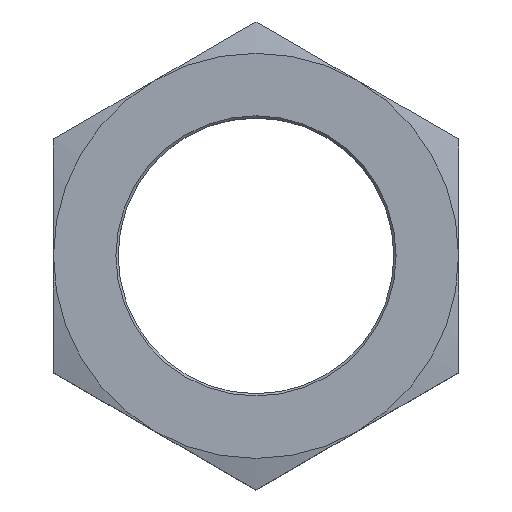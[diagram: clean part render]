
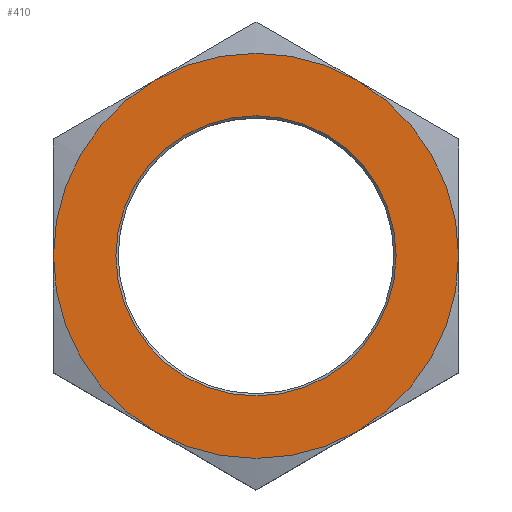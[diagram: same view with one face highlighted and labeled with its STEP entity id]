
A CAD part, top view. The second image highlights one B-rep face of the part: STEP entity #410.
In plain terms, the highlighted planar face has unit normal (0, 0, 1).
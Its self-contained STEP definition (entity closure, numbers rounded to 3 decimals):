
#52=PLANE('',#460);
#75=FACE_BOUND('',#130,.T.);
#89=FACE_OUTER_BOUND('',#129,.T.);
#129=EDGE_LOOP('',(#292,#293,#294,#295,#296,#297));
#130=EDGE_LOOP('',(#298));
#168=CIRCLE('',#458,12.45);
#169=CIRCLE('',#461,18.);
#170=CIRCLE('',#462,18.);
#171=CIRCLE('',#463,18.);
#172=CIRCLE('',#464,18.);
#173=CIRCLE('',#465,18.);
#174=CIRCLE('',#466,18.);
#193=VERTEX_POINT('',#647);
#194=VERTEX_POINT('',#651);
#195=VERTEX_POINT('',#652);
#196=VERTEX_POINT('',#654);
#197=VERTEX_POINT('',#656);
#198=VERTEX_POINT('',#658);
#199=VERTEX_POINT('',#660);
#230=EDGE_CURVE('',#193,#193,#168,.T.);
#231=EDGE_CURVE('',#194,#195,#169,.T.);
#232=EDGE_CURVE('',#195,#196,#170,.T.);
#233=EDGE_CURVE('',#196,#197,#171,.T.);
#234=EDGE_CURVE('',#197,#198,#172,.T.);
#235=EDGE_CURVE('',#198,#199,#173,.T.);
#236=EDGE_CURVE('',#199,#194,#174,.T.);
#292=ORIENTED_EDGE('',*,*,#231,.T.);
#293=ORIENTED_EDGE('',*,*,#232,.T.);
#294=ORIENTED_EDGE('',*,*,#233,.T.);
#295=ORIENTED_EDGE('',*,*,#234,.T.);
#296=ORIENTED_EDGE('',*,*,#235,.T.);
#297=ORIENTED_EDGE('',*,*,#236,.T.);
#298=ORIENTED_EDGE('',*,*,#230,.F.);
#410=ADVANCED_FACE('',(#89,#75),#52,.T.);
#458=AXIS2_PLACEMENT_3D('',#648,#533,#534);
#460=AXIS2_PLACEMENT_3D('',#650,#537,#538);
#461=AXIS2_PLACEMENT_3D('',#653,#539,#540);
#462=AXIS2_PLACEMENT_3D('',#655,#541,#542);
#463=AXIS2_PLACEMENT_3D('',#657,#543,#544);
#464=AXIS2_PLACEMENT_3D('',#659,#545,#546);
#465=AXIS2_PLACEMENT_3D('',#661,#547,#548);
#466=AXIS2_PLACEMENT_3D('',#662,#549,#550);
#533=DIRECTION('center_axis',(0.,0.,1.));
#534=DIRECTION('ref_axis',(-1.,0.,0.));
#537=DIRECTION('center_axis',(0.,0.,1.));
#538=DIRECTION('ref_axis',(1.,0.,0.));
#539=DIRECTION('center_axis',(0.,0.,1.));
#540=DIRECTION('ref_axis',(-1.,0.,0.));
#541=DIRECTION('center_axis',(0.,0.,1.));
#542=DIRECTION('ref_axis',(-1.,0.,0.));
#543=DIRECTION('center_axis',(0.,0.,1.));
#544=DIRECTION('ref_axis',(-1.,0.,0.));
#545=DIRECTION('center_axis',(0.,0.,1.));
#546=DIRECTION('ref_axis',(-1.,0.,0.));
#547=DIRECTION('center_axis',(0.,0.,1.));
#548=DIRECTION('ref_axis',(-1.,0.,0.));
#549=DIRECTION('center_axis',(0.,0.,1.));
#550=DIRECTION('ref_axis',(-1.,0.,0.));
#647=CARTESIAN_POINT('',(12.45,0.,20.));
#648=CARTESIAN_POINT('Origin',(0.,0.,20.));
#650=CARTESIAN_POINT('Origin',(0.,0.,20.));
#651=CARTESIAN_POINT('',(-9.,-15.588,20.));
#652=CARTESIAN_POINT('',(9.,-15.588,20.));
#653=CARTESIAN_POINT('Origin',(0.,0.,20.));
#654=CARTESIAN_POINT('',(18.,0.,20.));
#655=CARTESIAN_POINT('Origin',(0.,0.,20.));
#656=CARTESIAN_POINT('',(9.,15.588,20.));
#657=CARTESIAN_POINT('Origin',(0.,0.,20.));
#658=CARTESIAN_POINT('',(-9.,15.588,20.));
#659=CARTESIAN_POINT('Origin',(0.,0.,20.));
#660=CARTESIAN_POINT('',(-18.,0.,20.));
#661=CARTESIAN_POINT('Origin',(0.,0.,20.));
#662=CARTESIAN_POINT('Origin',(0.,0.,20.));
